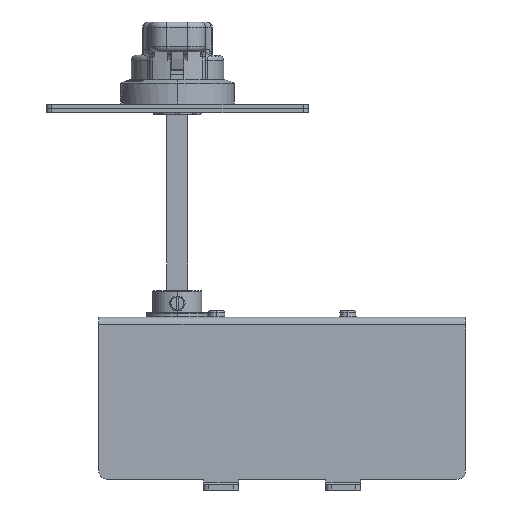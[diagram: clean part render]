
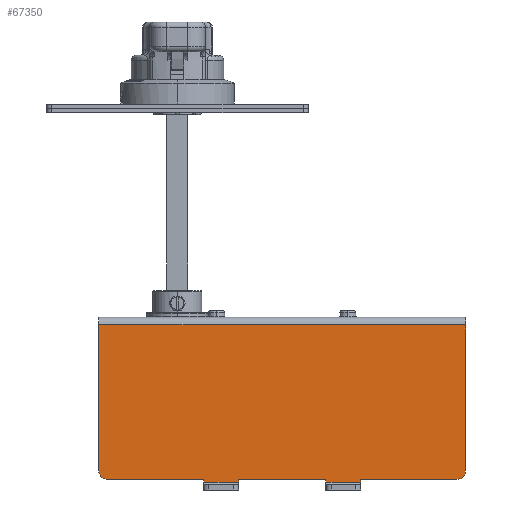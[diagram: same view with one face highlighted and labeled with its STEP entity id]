
A CAD part, left-side view. The second image highlights one B-rep face of the part: STEP entity #67350.
In plain terms, the highlighted planar face has unit normal (-1, 0, 0).
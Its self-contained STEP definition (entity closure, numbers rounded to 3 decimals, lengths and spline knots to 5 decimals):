
#65116=CARTESIAN_POINT('',(-0.1495,-0.16,-0.085));
#65117=DIRECTION('',(1.,0.,0.));
#65118=DIRECTION('',(0.,-1.,0.));
#65119=AXIS2_PLACEMENT_3D('',#65116,#65117,#65118);
#65121=CARTESIAN_POINT('',(-0.1495,0.04,-0.085));
#65122=DIRECTION('',(1.,0.,0.));
#65123=DIRECTION('',(0.,0.,-1.));
#65124=AXIS2_PLACEMENT_3D('',#65121,#65122,#65123);
#65126=DIRECTION('',(0.,0.,-1.));
#65127=VECTOR('',#65126,0.0835);
#65128=CARTESIAN_POINT('',(-0.1495,-0.165,-0.0015));
#65129=LINE('',#65128,#65127);
#65130=DIRECTION('',(0.,-1.,0.));
#65131=VECTOR('',#65130,0.055);
#65132=CARTESIAN_POINT('',(-0.1495,-0.105,-0.09));
#65133=LINE('',#65132,#65131);
#65139=DIRECTION('',(0.,0.,1.));
#65140=VECTOR('',#65139,0.0015);
#65141=CARTESIAN_POINT('',(-0.1495,-0.105,-0.0915));
#65142=LINE('',#65141,#65140);
#65231=DIRECTION('',(0.,0.,-1.));
#65232=VECTOR('',#65231,0.0015);
#65233=CARTESIAN_POINT('',(-0.1495,-0.085,-0.09));
#65234=LINE('',#65233,#65232);
#65286=DIRECTION('',(0.,-1.,0.));
#65287=VECTOR('',#65286,0.02);
#65288=CARTESIAN_POINT('',(-0.1495,-0.085,-0.0915));
#65289=LINE('',#65288,#65287);
#65334=DIRECTION('',(0.,-1.,0.));
#65335=VECTOR('',#65334,0.05);
#65336=CARTESIAN_POINT('',(-0.1495,-0.035,-0.09));
#65337=LINE('',#65336,#65335);
#65347=DIRECTION('',(0.,0.,1.));
#65348=VECTOR('',#65347,0.0015);
#65349=CARTESIAN_POINT('',(-0.1495,-0.035,-0.0915));
#65350=LINE('',#65349,#65348);
#65435=DIRECTION('',(0.,0.,-1.));
#65436=VECTOR('',#65435,0.0015);
#65437=CARTESIAN_POINT('',(-0.1495,-0.015,-0.09));
#65438=LINE('',#65437,#65436);
#65490=DIRECTION('',(0.,-1.,0.));
#65491=VECTOR('',#65490,0.02);
#65492=CARTESIAN_POINT('',(-0.1495,-0.015,-0.0915));
#65493=LINE('',#65492,#65491);
#65534=DIRECTION('',(0.,-1.,0.));
#65535=VECTOR('',#65534,0.055);
#65536=CARTESIAN_POINT('',(-0.1495,0.04,-0.09));
#65537=LINE('',#65536,#65535);
#65574=DIRECTION('',(0.,0.,-1.));
#65575=VECTOR('',#65574,0.0835);
#65576=CARTESIAN_POINT('',(-0.1495,0.045,-0.0015));
#65577=LINE('',#65576,#65575);
#66386=DIRECTION('',(0.,1.,0.));
#66387=VECTOR('',#66386,0.21);
#66388=CARTESIAN_POINT('',(-0.1495,-0.165,-0.0015));
#66389=LINE('',#66388,#66387);
#66742=CARTESIAN_POINT('',(-0.1495,-0.165,-0.085));
#66743=VERTEX_POINT('',#66742);
#66744=CARTESIAN_POINT('',(-0.1495,-0.16,-0.09));
#66745=VERTEX_POINT('',#66744);
#66746=CARTESIAN_POINT('',(-0.1495,-0.165,-0.0015));
#66747=VERTEX_POINT('',#66746);
#66762=CARTESIAN_POINT('',(-0.1495,-0.105,-0.09));
#66763=VERTEX_POINT('',#66762);
#66764=CARTESIAN_POINT('',(-0.1495,-0.105,-0.0915));
#66765=VERTEX_POINT('',#66764);
#66766=CARTESIAN_POINT('',(-0.1495,-0.085,-0.0915));
#66767=VERTEX_POINT('',#66766);
#66768=CARTESIAN_POINT('',(-0.1495,-0.085,-0.09));
#66769=VERTEX_POINT('',#66768);
#66770=CARTESIAN_POINT('',(-0.1495,-0.035,-0.09));
#66771=VERTEX_POINT('',#66770);
#66772=CARTESIAN_POINT('',(-0.1495,-0.035,-0.0915));
#66773=VERTEX_POINT('',#66772);
#66774=CARTESIAN_POINT('',(-0.1495,-0.015,-0.0915));
#66775=VERTEX_POINT('',#66774);
#66776=CARTESIAN_POINT('',(-0.1495,-0.015,-0.09));
#66777=VERTEX_POINT('',#66776);
#66778=CARTESIAN_POINT('',(-0.1495,0.04,-0.09));
#66779=VERTEX_POINT('',#66778);
#66780=CARTESIAN_POINT('',(-0.1495,0.045,-0.085));
#66781=VERTEX_POINT('',#66780);
#66782=CARTESIAN_POINT('',(-0.1495,0.045,-0.0015));
#66783=VERTEX_POINT('',#66782);
#67317=CARTESIAN_POINT('',(-0.1495,-0.165,0.003));
#67318=DIRECTION('',(1.,0.,0.));
#67319=DIRECTION('',(0.,1.,0.));
#67320=AXIS2_PLACEMENT_3D('',#67317,#67318,#67319);
#67321=PLANE('',#67320);
#67322=ORIENTED_EDGE('',*,*,#67283,.T.);
#67324=ORIENTED_EDGE('',*,*,#67323,.F.);
#67326=ORIENTED_EDGE('',*,*,#67325,.F.);
#67328=ORIENTED_EDGE('',*,*,#67327,.F.);
#67330=ORIENTED_EDGE('',*,*,#67329,.F.);
#67332=ORIENTED_EDGE('',*,*,#67331,.F.);
#67334=ORIENTED_EDGE('',*,*,#67333,.F.);
#67336=ORIENTED_EDGE('',*,*,#67335,.F.);
#67338=ORIENTED_EDGE('',*,*,#67337,.F.);
#67340=ORIENTED_EDGE('',*,*,#67339,.F.);
#67342=ORIENTED_EDGE('',*,*,#67341,.T.);
#67344=ORIENTED_EDGE('',*,*,#67343,.F.);
#67346=ORIENTED_EDGE('',*,*,#67345,.F.);
#67347=ORIENTED_EDGE('',*,*,#67294,.T.);
#67348=EDGE_LOOP('',(#67322,#67324,#67326,#67328,#67330,#67332,#67334,#67336,
#67338,#67340,#67342,#67344,#67346,#67347));
#67349=FACE_OUTER_BOUND('',#67348,.F.);
#67350=ADVANCED_FACE('',(#67349),#67321,.F.);
#65120=CIRCLE('',#65119,0.005);
#65125=CIRCLE('',#65124,0.005);
#67283=EDGE_CURVE('',#66743,#66745,#65120,.T.);
#67294=EDGE_CURVE('',#66747,#66743,#65129,.T.);
#67323=EDGE_CURVE('',#66763,#66745,#65133,.T.);
#67325=EDGE_CURVE('',#66765,#66763,#65142,.T.);
#67327=EDGE_CURVE('',#66767,#66765,#65289,.T.);
#67329=EDGE_CURVE('',#66769,#66767,#65234,.T.);
#67331=EDGE_CURVE('',#66771,#66769,#65337,.T.);
#67333=EDGE_CURVE('',#66773,#66771,#65350,.T.);
#67335=EDGE_CURVE('',#66775,#66773,#65493,.T.);
#67337=EDGE_CURVE('',#66777,#66775,#65438,.T.);
#67339=EDGE_CURVE('',#66779,#66777,#65537,.T.);
#67341=EDGE_CURVE('',#66779,#66781,#65125,.T.);
#67343=EDGE_CURVE('',#66783,#66781,#65577,.T.);
#67345=EDGE_CURVE('',#66747,#66783,#66389,.T.);
